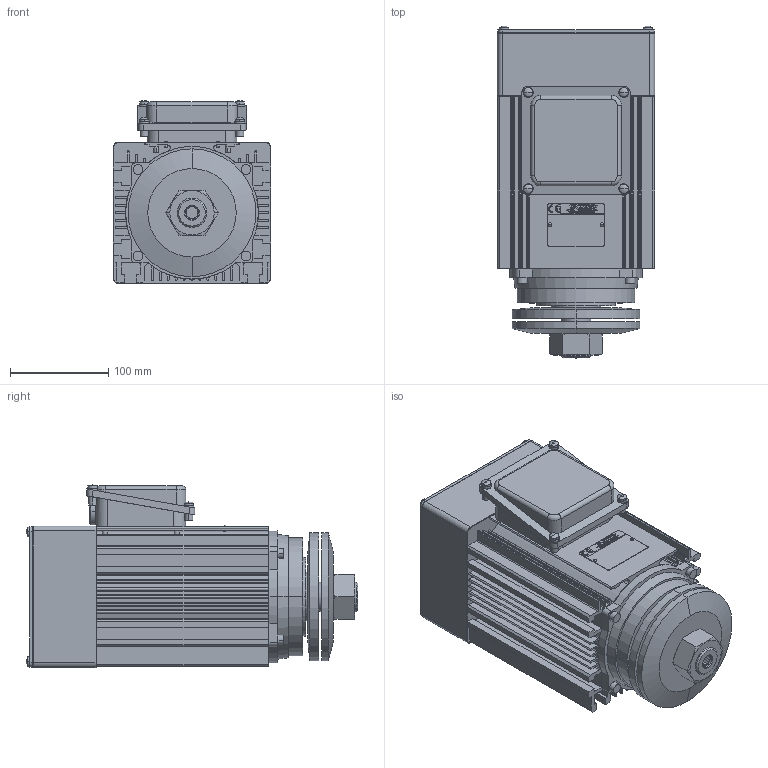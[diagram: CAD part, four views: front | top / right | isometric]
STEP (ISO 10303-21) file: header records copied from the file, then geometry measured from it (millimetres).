
FILE_DESCRIPTION(('HOOPS Exchange Step'),'2;1');
FILE_NAME('export-059F1C3F-2550-46DD-BD01-4DE1DF5AF50B.stp','2024-02-22T15:20:23+01:00',('Gebruiker'),('Alibre'),'HOOPS Exchange 2022.0','Alibre','Unknown authorisation');
FILE_SCHEMA( ('AP242_MANAGED_MODEL_BASED_3D_ENGINEERING_MIM_LF {1 0 10303 442 1 1 4 }') );
Length unit declared in the file: millimetre
Products named in the file (1): 2065 Teknomotor C7180-A-SB-BT-2.2kW-LH-2860-6000RPM
Bounding box: 160 x 337.66 x 186.27 mm (x, y, z)
Surface area: 454325.5 mm2 (no closed solid volume)
Topology: 0 solids, 1054 shells, 1137 faces, 5468 edges, 5311 vertices
Faces by surface type: plane 746, cylinder 295, bspline 38, cone 34, sphere 16, torus 8
Entity records: 64229 total; most frequent: CARTESIAN_POINT 17412, DIRECTION 8665, ORIENTED_EDGE 5607, EDGE_CURVE 5456, VERTEX_POINT 5311, VECTOR 3885, LINE 3885, AXIS2_PLACEMENT_3D 2390
